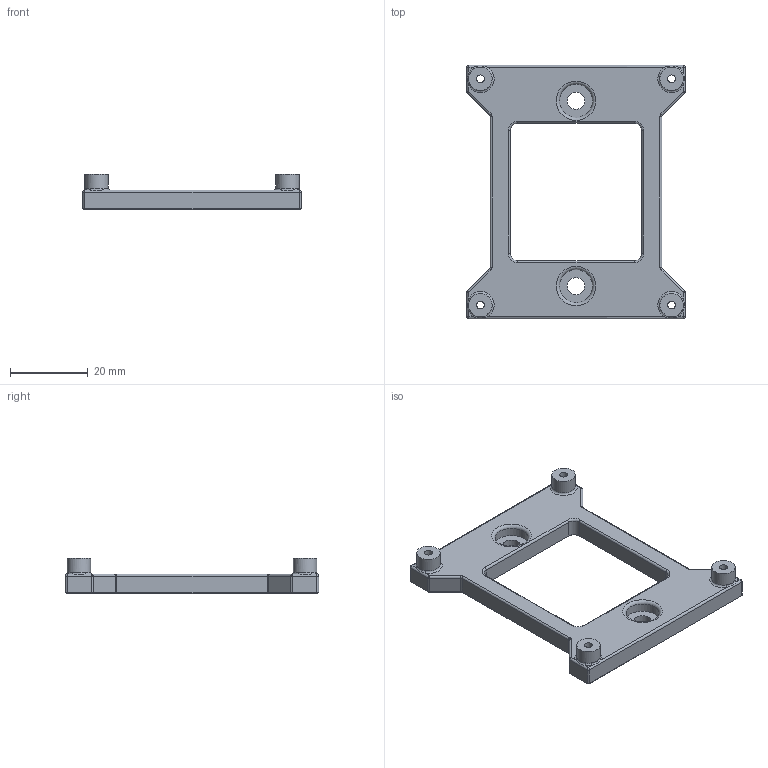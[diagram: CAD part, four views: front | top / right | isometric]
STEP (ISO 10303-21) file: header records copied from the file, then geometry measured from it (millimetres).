
FILE_DESCRIPTION(/* description */ (''),/* implementation_level */ '2;1');
FILE_NAME(/* name */ 'SSR_plate_m2x10.step',/* time_stamp */ '2024-04-19T09:52:52+02:00',/* author */ (''),/* organization */ (''),/* preprocessor_version */ 'ST-DEVELOPER v20',/* originating_system */ 'Autodesk Translation Framework v12.20.1.177',/* authorisation */ '');
FILE_SCHEMA (('AUTOMOTIVE_DESIGN { 1 0 10303 214 3 1 1 }'));
Length unit declared in the file: millimetre
Products named in the file (1): SSR_plate_m2x10
Bounding box: 56 x 65 x 9 mm (x, y, z)
Volume: 9150.5 mm3; surface area: 6403.5 mm2
Topology: 1 solids, 1 shells, 184 faces, 432 edges, 256 vertices
Faces by surface type: plane 80, cylinder 48, cone 22, torus 18, bspline 8, sphere 8
Full cylindrical faces by diameter (mm): 2 x4, 4.4 x2, 4.7 x4, 6 x4, 8.5 x2
Entity records: 5586 total; most frequent: CARTESIAN_POINT 1247, DIRECTION 944, ORIENTED_EDGE 864, EDGE_CURVE 432, AXIS2_PLACEMENT_3D 353, VERTEX_POINT 256, LINE 238, VECTOR 238
